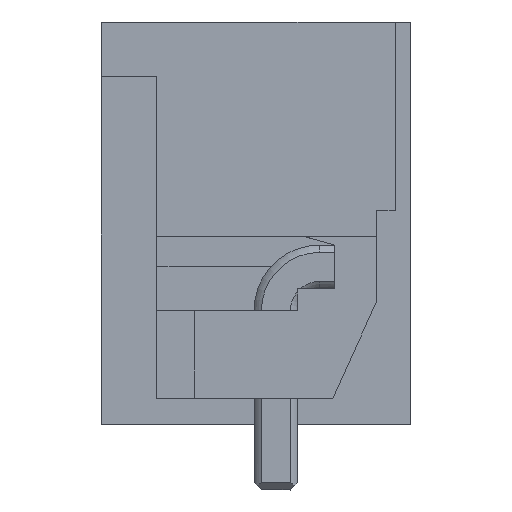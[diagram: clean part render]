
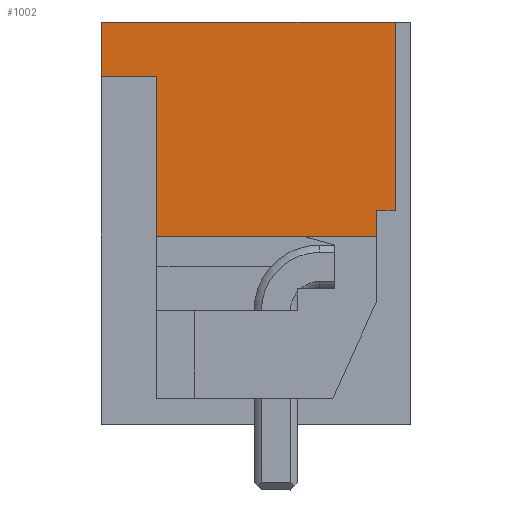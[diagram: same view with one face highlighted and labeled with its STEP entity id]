
A CAD part, left-side view. The second image highlights one B-rep face of the part: STEP entity #1002.
In plain terms, the highlighted planar face has unit normal (-1, 0, 0).
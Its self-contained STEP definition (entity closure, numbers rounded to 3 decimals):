
#947=AXIS2_PLACEMENT_3D('Plane Axis2P3D',#944,#945,#946) ;
#380=CARTESIAN_POINT('Vertex',(0.,0.78,5.8)) ;
#383=CARTESIAN_POINT('Line Origine',(0.,1.255,5.8)) ;
#387=CARTESIAN_POINT('Vertex',(0.,1.73,5.8)) ;
#390=CARTESIAN_POINT('Line Origine',(0.,2.08,5.8)) ;
#394=CARTESIAN_POINT('Vertex',(0.,2.43,5.8)) ;
#397=CARTESIAN_POINT('Line Origine',(0.,2.957,5.8)) ;
#401=CARTESIAN_POINT('Vertex',(0.,3.485,5.8)) ;
#404=CARTESIAN_POINT('Line Origine',(0.,4.642,5.8)) ;
#408=CARTESIAN_POINT('Vertex',(0.,5.8,5.8)) ;
#764=CARTESIAN_POINT('Vertex',(0.,0.78,6.4)) ;
#767=CARTESIAN_POINT('Line Origine',(0.,0.78,6.1)) ;
#944=CARTESIAN_POINT('Axis2P3D Location',(0.,7.22,6.1)) ;
#949=CARTESIAN_POINT('Line Origine',(0.,0.565,6.4)) ;
#953=CARTESIAN_POINT('Vertex',(0.,0.35,6.4)) ;
#956=CARTESIAN_POINT('Line Origine',(0.,0.35,8.55)) ;
#960=CARTESIAN_POINT('Vertex',(0.,0.35,10.7)) ;
#963=CARTESIAN_POINT('Line Origine',(0.,3.71,10.7)) ;
#967=CARTESIAN_POINT('Vertex',(0.,7.07,10.7)) ;
#970=CARTESIAN_POINT('Line Origine',(0.,7.07,10.075)) ;
#974=CARTESIAN_POINT('Vertex',(0.,7.07,9.45)) ;
#977=CARTESIAN_POINT('Line Origine',(0.,6.435,9.45)) ;
#981=CARTESIAN_POINT('Vertex',(0.,5.8,9.45)) ;
#984=CARTESIAN_POINT('Line Origine',(0.,5.8,7.625)) ;
#384=DIRECTION('Vector Direction',(0.,1.,0.)) ;
#391=DIRECTION('Vector Direction',(0.,1.,0.)) ;
#398=DIRECTION('Vector Direction',(0.,1.,0.)) ;
#405=DIRECTION('Vector Direction',(0.,-1.,0.)) ;
#768=DIRECTION('Vector Direction',(0.,0.,-1.)) ;
#945=DIRECTION('Axis2P3D Direction',(-1.,0.,0.)) ;
#946=DIRECTION('Axis2P3D XDirection',(0.,0.,-1.)) ;
#950=DIRECTION('Vector Direction',(0.,1.,0.)) ;
#957=DIRECTION('Vector Direction',(0.,0.,1.)) ;
#964=DIRECTION('Vector Direction',(0.,-1.,0.)) ;
#971=DIRECTION('Vector Direction',(0.,0.,-1.)) ;
#978=DIRECTION('Vector Direction',(0.,1.,0.)) ;
#985=DIRECTION('Vector Direction',(0.,0.,-1.)) ;
#385=VECTOR('Line Direction',#384,1.) ;
#392=VECTOR('Line Direction',#391,1.) ;
#399=VECTOR('Line Direction',#398,1.) ;
#406=VECTOR('Line Direction',#405,1.) ;
#769=VECTOR('Line Direction',#768,1.) ;
#951=VECTOR('Line Direction',#950,1.) ;
#958=VECTOR('Line Direction',#957,1.) ;
#965=VECTOR('Line Direction',#964,1.) ;
#972=VECTOR('Line Direction',#971,1.) ;
#979=VECTOR('Line Direction',#978,1.) ;
#986=VECTOR('Line Direction',#985,1.) ;
#990=ORIENTED_EDGE('',*,*,#396,.F.) ;
#991=ORIENTED_EDGE('',*,*,#389,.F.) ;
#992=ORIENTED_EDGE('',*,*,#771,.F.) ;
#993=ORIENTED_EDGE('',*,*,#955,.F.) ;
#994=ORIENTED_EDGE('',*,*,#962,.T.) ;
#995=ORIENTED_EDGE('',*,*,#969,.F.) ;
#996=ORIENTED_EDGE('',*,*,#976,.T.) ;
#997=ORIENTED_EDGE('',*,*,#983,.F.) ;
#998=ORIENTED_EDGE('',*,*,#988,.T.) ;
#999=ORIENTED_EDGE('',*,*,#410,.T.) ;
#1000=ORIENTED_EDGE('',*,*,#403,.F.) ;
#1002=ADVANCED_FACE('Housing',(#1001),#948,.T.) ;
#389=EDGE_CURVE('',#381,#388,#386,.T.) ;
#396=EDGE_CURVE('',#388,#395,#393,.T.) ;
#403=EDGE_CURVE('',#395,#402,#400,.T.) ;
#410=EDGE_CURVE('',#409,#402,#407,.T.) ;
#771=EDGE_CURVE('',#765,#381,#770,.T.) ;
#955=EDGE_CURVE('',#954,#765,#952,.T.) ;
#962=EDGE_CURVE('',#954,#961,#959,.T.) ;
#969=EDGE_CURVE('',#968,#961,#966,.T.) ;
#976=EDGE_CURVE('',#968,#975,#973,.T.) ;
#983=EDGE_CURVE('',#982,#975,#980,.T.) ;
#988=EDGE_CURVE('',#982,#409,#987,.T.) ;
#989=EDGE_LOOP('',(#990,#991,#992,#993,#994,#995,#996,#997,#998,#999,#1000)) ;
#1001=FACE_OUTER_BOUND('',#989,.T.) ;
#386=LINE('Line',#383,#385) ;
#393=LINE('Line',#390,#392) ;
#400=LINE('Line',#397,#399) ;
#407=LINE('Line',#404,#406) ;
#770=LINE('Line',#767,#769) ;
#952=LINE('Line',#949,#951) ;
#959=LINE('Line',#956,#958) ;
#966=LINE('Line',#963,#965) ;
#973=LINE('Line',#970,#972) ;
#980=LINE('Line',#977,#979) ;
#987=LINE('Line',#984,#986) ;
#948=PLANE('',#947) ;
#381=VERTEX_POINT('',#380) ;
#388=VERTEX_POINT('',#387) ;
#395=VERTEX_POINT('',#394) ;
#402=VERTEX_POINT('',#401) ;
#409=VERTEX_POINT('',#408) ;
#765=VERTEX_POINT('',#764) ;
#954=VERTEX_POINT('',#953) ;
#961=VERTEX_POINT('',#960) ;
#968=VERTEX_POINT('',#967) ;
#975=VERTEX_POINT('',#974) ;
#982=VERTEX_POINT('',#981) ;
